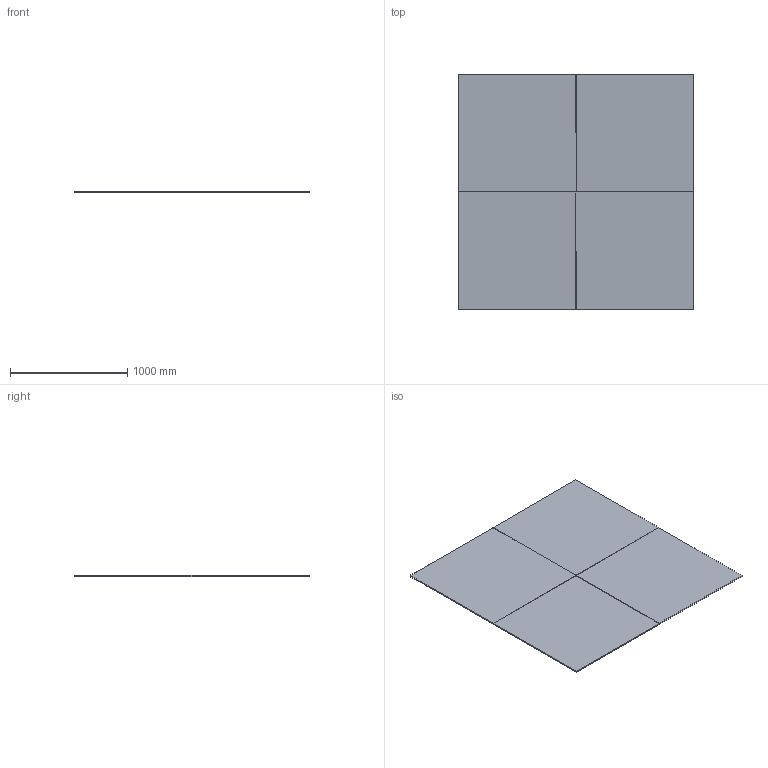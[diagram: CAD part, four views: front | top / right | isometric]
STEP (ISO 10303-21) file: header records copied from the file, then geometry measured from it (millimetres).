
FILE_DESCRIPTION(/* description */ (''),/* implementation_level */ '2;1');
FILE_NAME(/* name */ 'assy_lower_plates.stp',/* time_stamp */ '2017-11-17T07:53:14+09:00',/* author */ ('Platform'),/* organization */ (''),/* preprocessor_version */ 'ST-DEVELOPER v16.13',/* originating_system */ 'Autodesk Inventor 2018',/* authorisation */ '');
FILE_SCHEMA (('AUTOMOTIVE_DESIGN { 1 0 10303 214 3 1 1 }'));
Products named in the file (2): assy_lower_plates; lower_plate v1
Assembly tree (4 placements, depth 2):
  assy_lower_plates
    lower_plate v1  x4
Bounding box: 2000 x 2000 x 10 mm (x, y, z)
Volume: 40000000 mm3; surface area: 8160000 mm2
Topology: 4 solids, 4 shells, 24 faces, 48 edges, 32 vertices
Faces by surface type: plane 24
Entity records: 254 total; most frequent: DIRECTION 36, CARTESIAN_POINT 32, ORIENTED_EDGE 24, LINE 12, VECTOR 12, EDGE_CURVE 12, AXIS2_PLACEMENT_3D 12, VERTEX_POINT 8
